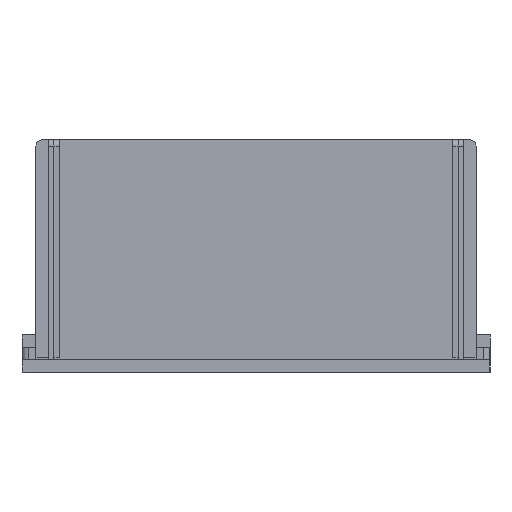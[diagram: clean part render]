
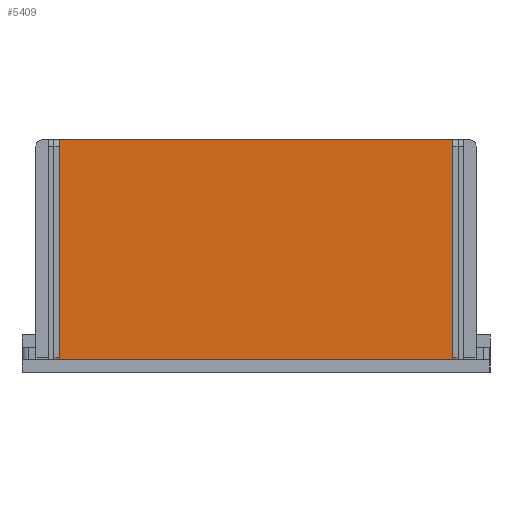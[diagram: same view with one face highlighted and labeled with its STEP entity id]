
A CAD part, left-side view. The second image highlights one B-rep face of the part: STEP entity #5409.
In plain terms, the highlighted planar face has unit normal (-1, 0, 0).
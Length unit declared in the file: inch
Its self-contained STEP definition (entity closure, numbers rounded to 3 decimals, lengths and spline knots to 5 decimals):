
#211=PLANE('',#5815);
#463=FACE_OUTER_BOUND('',#798,.T.);
#798=EDGE_LOOP('',(#4196,#4197,#4198,#4199));
#1261=LINE('',#8233,#1852);
#1265=LINE('',#8240,#1856);
#1266=LINE('',#8243,#1857);
#1267=LINE('',#8244,#1858);
#1852=VECTOR('',#6646,0.3937);
#1856=VECTOR('',#6652,0.3937);
#1857=VECTOR('',#6655,0.3937);
#1858=VECTOR('',#6656,0.3937);
#2587=VERTEX_POINT('',#8230);
#2588=VERTEX_POINT('',#8232);
#2590=VERTEX_POINT('',#8238);
#2591=VERTEX_POINT('',#8242);
#3179=EDGE_CURVE('',#2587,#2588,#1261,.T.);
#3183=EDGE_CURVE('',#2587,#2590,#1265,.T.);
#3184=EDGE_CURVE('',#2591,#2590,#1266,.T.);
#3185=EDGE_CURVE('',#2588,#2591,#1267,.T.);
#4196=ORIENTED_EDGE('',*,*,#3183,.T.);
#4197=ORIENTED_EDGE('',*,*,#3184,.F.);
#4198=ORIENTED_EDGE('',*,*,#3185,.F.);
#4199=ORIENTED_EDGE('',*,*,#3179,.F.);
#5409=ADVANCED_FACE('',(#463),#211,.T.);
#5815=AXIS2_PLACEMENT_3D('',#8241,#6653,#6654);
#6646=DIRECTION('',(0.,1.,0.));
#6652=DIRECTION('',(0.,0.,1.));
#6653=DIRECTION('center_axis',(-1.,0.,0.));
#6654=DIRECTION('ref_axis',(0.,-1.,0.));
#6655=DIRECTION('',(0.,-1.,0.));
#6656=DIRECTION('',(0.,0.,1.));
#8230=CARTESIAN_POINT('',(0.958,1.262,-0.132));
#8232=CARTESIAN_POINT('',(0.958,17.238,-0.132));
#8233=CARTESIAN_POINT('',(0.958,1.262,-0.132));
#8238=CARTESIAN_POINT('',(0.958,1.262,8.693));
#8240=CARTESIAN_POINT('',(0.958,1.262,0.));
#8241=CARTESIAN_POINT('Origin',(0.958,17.238,0.));
#8242=CARTESIAN_POINT('',(0.958,17.238,8.693));
#8243=CARTESIAN_POINT('',(0.958,1.262,8.693));
#8244=CARTESIAN_POINT('',(0.958,17.238,0.));
